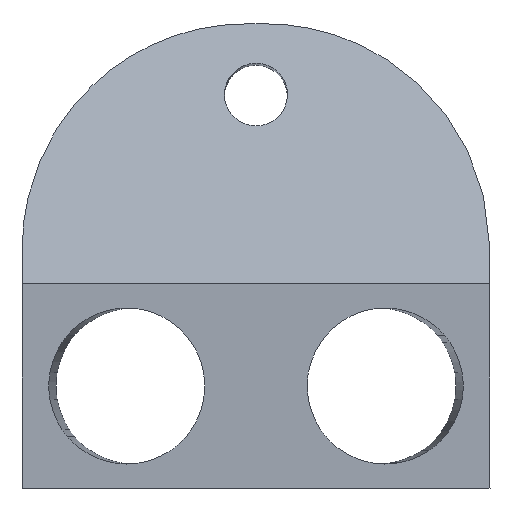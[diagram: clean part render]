
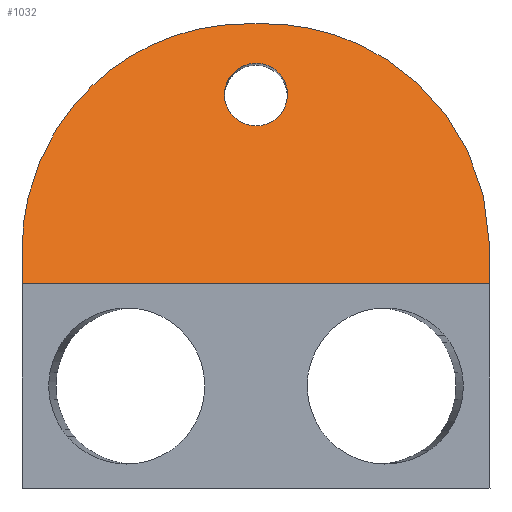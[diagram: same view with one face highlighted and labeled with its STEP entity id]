
A CAD part, left-side view. The second image highlights one B-rep face of the part: STEP entity #1032.
In plain terms, the highlighted planar face has unit normal (-0.707, 0, 0.707).
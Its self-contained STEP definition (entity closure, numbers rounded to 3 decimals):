
#21=FACE_BOUND('',#137,.T.);
#26=PLANE('',#1193);
#80=FACE_OUTER_BOUND('',#136,.T.);
#136=EDGE_LOOP('',(#858,#859,#860,#861,#862,#863));
#137=EDGE_LOOP('',(#864));
#234=ELLIPSE('',#1185,1.192,0.85);
#235=ELLIPSE('',#1187,8.485,6.);
#238=ELLIPSE('',#1191,8.485,6.);
#288=LINE('',#1852,#352);
#291=LINE('',#1857,#355);
#292=LINE('',#1858,#356);
#293=LINE('',#1859,#357);
#352=VECTOR('',#1532,1.);
#355=VECTOR('',#1537,1.);
#356=VECTOR('',#1538,1.);
#357=VECTOR('',#1539,1.);
#454=VERTEX_POINT('',#1826);
#455=VERTEX_POINT('',#1830);
#456=VERTEX_POINT('',#1831);
#460=VERTEX_POINT('',#1840);
#462=VERTEX_POINT('',#1844);
#463=VERTEX_POINT('',#1848);
#465=VERTEX_POINT('',#1851);
#602=EDGE_CURVE('',#454,#454,#234,.T.);
#603=EDGE_CURVE('',#455,#456,#235,.T.);
#610=EDGE_CURVE('',#460,#462,#238,.T.);
#612=EDGE_CURVE('',#465,#463,#288,.T.);
#615=EDGE_CURVE('',#460,#463,#291,.T.);
#616=EDGE_CURVE('',#455,#462,#292,.T.);
#617=EDGE_CURVE('',#465,#456,#293,.T.);
#858=ORIENTED_EDGE('',*,*,#615,.F.);
#859=ORIENTED_EDGE('',*,*,#610,.T.);
#860=ORIENTED_EDGE('',*,*,#616,.F.);
#861=ORIENTED_EDGE('',*,*,#603,.T.);
#862=ORIENTED_EDGE('',*,*,#617,.F.);
#863=ORIENTED_EDGE('',*,*,#612,.T.);
#864=ORIENTED_EDGE('',*,*,#602,.T.);
#1032=ADVANCED_FACE('',(#80,#21),#26,.T.);
#1185=AXIS2_PLACEMENT_3D('',#1828,#1511,#1512);
#1187=AXIS2_PLACEMENT_3D('',#1832,#1515,#1516);
#1191=AXIS2_PLACEMENT_3D('',#1846,#1527,#1528);
#1193=AXIS2_PLACEMENT_3D('',#1856,#1535,#1536);
#1511=DIRECTION('center_axis',(0.707,0.,
-0.707));
#1512=DIRECTION('ref_axis',(-0.707,0.,-0.707));
#1515=DIRECTION('center_axis',(-0.707,0.,
0.707));
#1516=DIRECTION('ref_axis',(0.707,-0.009,0.707));
#1527=DIRECTION('center_axis',(-0.707,0.,
0.707));
#1528=DIRECTION('ref_axis',(-0.707,-0.009,-0.707));
#1532=DIRECTION('',(0.,-1.,0.));
#1535=DIRECTION('center_axis',(-0.707,0.,
0.707));
#1536=DIRECTION('ref_axis',(0.707,0.,0.707));
#1537=DIRECTION('',(-0.707,-0.005,-0.707));
#1538=DIRECTION('',(0.,-1.,0.));
#1539=DIRECTION('',(0.707,-0.005,0.707));
#1826=CARTESIAN_POINT('',(-3.873,-0.85,5.103));
#1828=CARTESIAN_POINT('Origin',(-3.873,0.,5.103));
#1830=CARTESIAN_POINT('',(-1.968,0.253,7.008));
#1831=CARTESIAN_POINT('',(-7.968,6.293,1.008));
#1832=CARTESIAN_POINT('Origin',(-7.968,0.293,1.008));
#1840=CARTESIAN_POINT('',(-7.968,-6.293,1.008));
#1844=CARTESIAN_POINT('',(-1.968,-0.253,7.008));
#1846=CARTESIAN_POINT('Origin',(-7.968,-0.293,1.008));
#1848=CARTESIAN_POINT('',(-8.968,-6.299,0.008));
#1851=CARTESIAN_POINT('',(-8.968,6.299,0.008));
#1852=CARTESIAN_POINT('',(-8.968,-0.001,0.008));
#1856=CARTESIAN_POINT('Origin',(-3.849,-0.001,
5.127));
#1857=CARTESIAN_POINT('',(-4.523,-6.27,4.453));
#1858=CARTESIAN_POINT('',(-1.968,-0.001,7.008));
#1859=CARTESIAN_POINT('',(-4.523,6.27,4.453));
